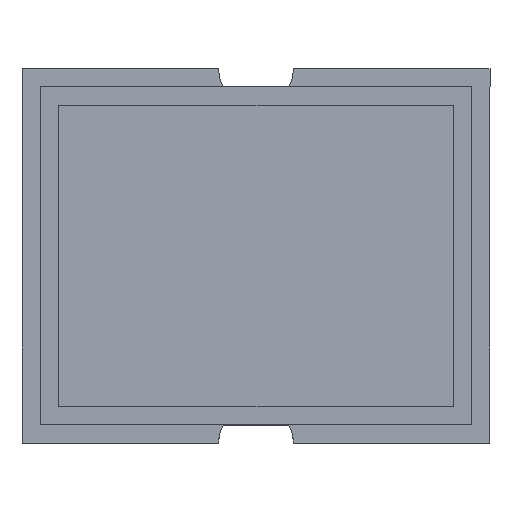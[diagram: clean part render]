
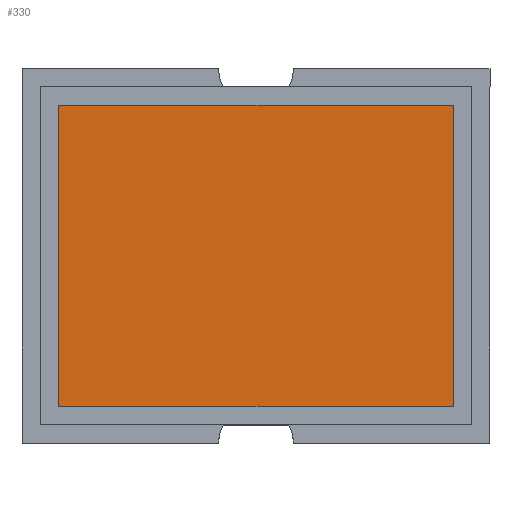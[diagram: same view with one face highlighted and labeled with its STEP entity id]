
A CAD part, top view. The second image highlights one B-rep face of the part: STEP entity #330.
In plain terms, the highlighted planar face has unit normal (0, 0, 1).
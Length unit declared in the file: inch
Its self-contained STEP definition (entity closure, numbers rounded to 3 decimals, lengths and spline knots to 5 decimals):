
#52 = VERTEX_POINT ( 'NONE', #492 ) ;
#60 = CARTESIAN_POINT ( 'NONE',  ( -0.04146, 0.03162, 0.02953 ) ) ;
#61 = EDGE_CURVE ( 'NONE', #753, #340, #164, .T. ) ;
#86 = CARTESIAN_POINT ( 'NONE',  ( -0.04146, -0.03162, 0.02953 ) ) ;
#92 = LINE ( 'NONE', #86, #217 ) ;
#124 = EDGE_CURVE ( 'NONE', #52, #753, #717, .T. ) ;
#130 = EDGE_LOOP ( 'NONE', ( #648, #419, #200, #300 ) ) ;
#137 = CARTESIAN_POINT ( 'NONE',  ( -0.04146, -0.03162, 0.02953 ) ) ;
#164 = LINE ( 'NONE', #472, #589 ) ;
#200 = ORIENTED_EDGE ( 'NONE', *, *, #752, .T. ) ;
#217 = VECTOR ( 'NONE', #687, 39.37008 ) ;
#295 = CARTESIAN_POINT ( 'NONE',  ( -0.04146, 0.03162, 0.02953 ) ) ;
#300 = ORIENTED_EDGE ( 'NONE', *, *, #124, .T. ) ;
#305 = DIRECTION ( 'NONE',  ( -1., 0., 0. ) ) ;
#322 = AXIS2_PLACEMENT_3D ( 'NONE', #667, #653, #650 ) ;
#330 = ADVANCED_FACE ( 'NONE', ( #784 ), #716, .T. ) ;
#340 = VERTEX_POINT ( 'NONE', #137 ) ;
#376 = VECTOR ( 'NONE', #522, 39.37008 ) ;
#419 = ORIENTED_EDGE ( 'NONE', *, *, #516, .T. ) ;
#443 = LINE ( 'NONE', #699, #376 ) ;
#445 = CARTESIAN_POINT ( 'NONE',  ( 0.04146, -0.03162, 0.02953 ) ) ;
#472 = CARTESIAN_POINT ( 'NONE',  ( -0.04146, 0.03162, 0.02953 ) ) ;
#477 = DIRECTION ( 'NONE',  ( 0., -1., 0. ) ) ;
#492 = CARTESIAN_POINT ( 'NONE',  ( 0.04146, 0.03162, 0.02953 ) ) ;
#516 = EDGE_CURVE ( 'NONE', #340, #728, #92, .T. ) ;
#522 = DIRECTION ( 'NONE',  ( 0., 1., 0. ) ) ;
#589 = VECTOR ( 'NONE', #477, 39.37008 ) ;
#632 = VECTOR ( 'NONE', #305, 39.37008 ) ;
#648 = ORIENTED_EDGE ( 'NONE', *, *, #61, .T. ) ;
#650 = DIRECTION ( 'NONE',  ( 1., 0., 0. ) ) ;
#653 = DIRECTION ( 'NONE',  ( 0., 0., 1. ) ) ;
#667 = CARTESIAN_POINT ( 'NONE',  ( -0.04146, -0.03162, 0.02953 ) ) ;
#687 = DIRECTION ( 'NONE',  ( 1., 0., 0. ) ) ;
#699 = CARTESIAN_POINT ( 'NONE',  ( 0.04146, 0.03162, 0.02953 ) ) ;
#716 = PLANE ( 'NONE',  #322 ) ;
#717 = LINE ( 'NONE', #295, #632 ) ;
#728 = VERTEX_POINT ( 'NONE', #445 ) ;
#752 = EDGE_CURVE ( 'NONE', #728, #52, #443, .T. ) ;
#753 = VERTEX_POINT ( 'NONE', #60 ) ;
#784 = FACE_OUTER_BOUND ( 'NONE', #130, .T. ) ;
